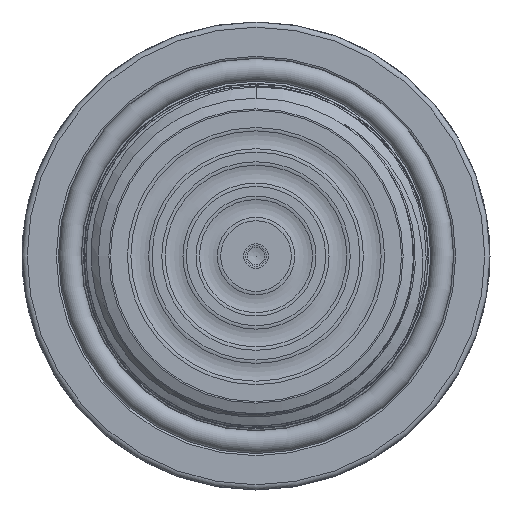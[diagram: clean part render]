
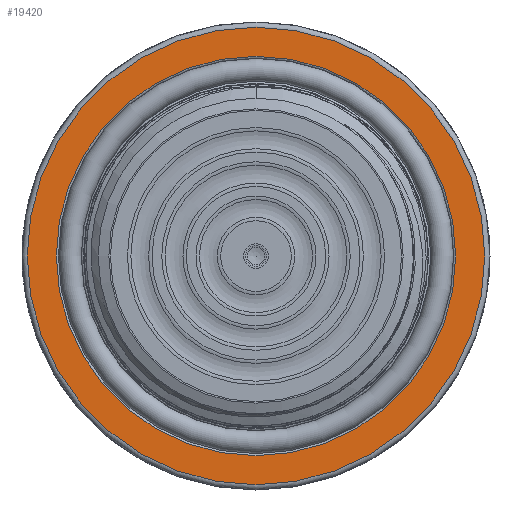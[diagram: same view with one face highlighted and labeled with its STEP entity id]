
A CAD part, left-side view. The second image highlights one B-rep face of the part: STEP entity #19420.
In plain terms, the highlighted planar face has unit normal (-1, 0, 0).
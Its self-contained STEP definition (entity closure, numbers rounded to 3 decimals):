
#802=FACE_BOUND('',#3341,.T.);
#1132=PLANE('',#20530);
#2199=FACE_OUTER_BOUND('',#3340,.T.);
#3340=EDGE_LOOP('',(#18151));
#3341=EDGE_LOOP('',(#18152));
#3805=CIRCLE('',#20528,19.2);
#3807=CIRCLE('',#20531,22.);
#9279=VERTEX_POINT('',#67422);
#9280=VERTEX_POINT('',#67426);
#12239=EDGE_CURVE('',#9279,#9279,#3805,.T.);
#12241=EDGE_CURVE('',#9280,#9280,#3807,.T.);
#18151=ORIENTED_EDGE('',*,*,#12241,.F.);
#18152=ORIENTED_EDGE('',*,*,#12239,.T.);
#19420=ADVANCED_FACE('',(#2199,#802),#1132,.T.);
#20528=AXIS2_PLACEMENT_3D('',#67423,#23639,#23640);
#20530=AXIS2_PLACEMENT_3D('',#67425,#23643,#23644);
#20531=AXIS2_PLACEMENT_3D('',#67427,#23645,#23646);
#23639=DIRECTION('center_axis',(1.,0.,0.));
#23640=DIRECTION('ref_axis',(0.,-1.,0.));
#23643=DIRECTION('center_axis',(-1.,0.,0.));
#23644=DIRECTION('ref_axis',(0.,1.,0.));
#23645=DIRECTION('center_axis',(1.,0.,0.));
#23646=DIRECTION('ref_axis',(0.,-1.,0.));
#67422=CARTESIAN_POINT('',(19.,19.2,0.));
#67423=CARTESIAN_POINT('Origin',(19.,0.,0.));
#67425=CARTESIAN_POINT('Origin',(19.,0.,-22.));
#67426=CARTESIAN_POINT('',(19.,0.,22.));
#67427=CARTESIAN_POINT('Origin',(19.,0.,0.));
